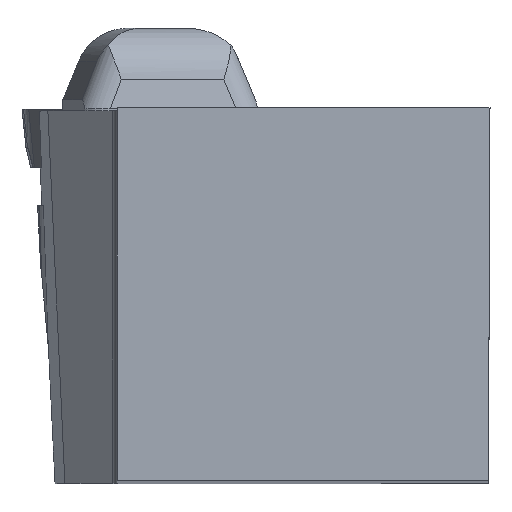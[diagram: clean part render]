
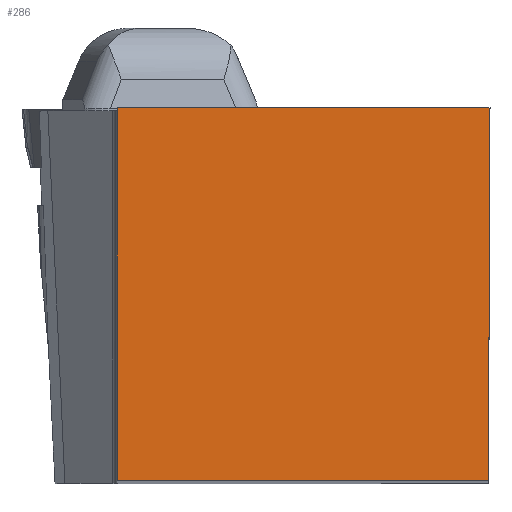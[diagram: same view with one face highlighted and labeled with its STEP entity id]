
A CAD part, top view. The second image highlights one B-rep face of the part: STEP entity #286.
In plain terms, the highlighted planar face has unit normal (0, 0, 1).
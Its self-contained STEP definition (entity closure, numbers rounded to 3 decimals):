
#286=ADVANCED_FACE('CU_BACK_SU1',(#466),#405,.F.);
#405=PLANE('',#2383);
#466=FACE_OUTER_BOUND('',#591,.T.);
#591=EDGE_LOOP('',(#855,#856,#857,#858));
#855=ORIENTED_EDGE('',*,*,#1683,.T.);
#856=ORIENTED_EDGE('',*,*,#1688,.T.);
#857=ORIENTED_EDGE('',*,*,#1636,.T.);
#858=ORIENTED_EDGE('',*,*,#1696,.F.);
#1430=VERTEX_POINT('',#3183);
#1431=VERTEX_POINT('',#3185);
#1467=VERTEX_POINT('',#3299);
#1468=VERTEX_POINT('',#3301);
#1636=EDGE_CURVE('',#1431,#1430,#1961,.T.);
#1683=EDGE_CURVE('',#1468,#1467,#1985,.T.);
#1688=EDGE_CURVE('',#1467,#1431,#1989,.T.);
#1696=EDGE_CURVE('',#1468,#1430,#1993,.T.);
#1961=LINE('',#3184,#2123);
#1985=LINE('',#3300,#2147);
#1989=LINE('',#3309,#2151);
#1993=LINE('',#3328,#2155);
#2123=VECTOR('',#2577,1.);
#2147=VECTOR('',#2657,1.);
#2151=VECTOR('',#2665,1.);
#2155=VECTOR('',#2683,1.);
#2383=AXIS2_PLACEMENT_3D('',#3329,#2684,#2685);
#2577=DIRECTION('',(-1.,0.,0.));
#2657=DIRECTION('',(1.,0.,0.));
#2665=DIRECTION('',(0.004,1.,0.));
#2683=DIRECTION('',(0.,1.,0.));
#2684=DIRECTION('',(0.,0.,-1.));
#2685=DIRECTION('',(0.,-1.,0.));
#3183=CARTESIAN_POINT('',(-31.85,31.85,0.));
#3184=CARTESIAN_POINT('',(18.093,31.85,0.));
#3185=CARTESIAN_POINT('',(0.,31.85,0.));
#3299=CARTESIAN_POINT('',(-0.139,0.,0.));
#3300=CARTESIAN_POINT('',(18.093,0.,0.));
#3301=CARTESIAN_POINT('',(-31.85,0.,0.));
#3309=CARTESIAN_POINT('',(0.066,46.929,0.));
#3328=CARTESIAN_POINT('',(-31.85,46.85,0.));
#3329=CARTESIAN_POINT('',(18.093,46.85,0.));
